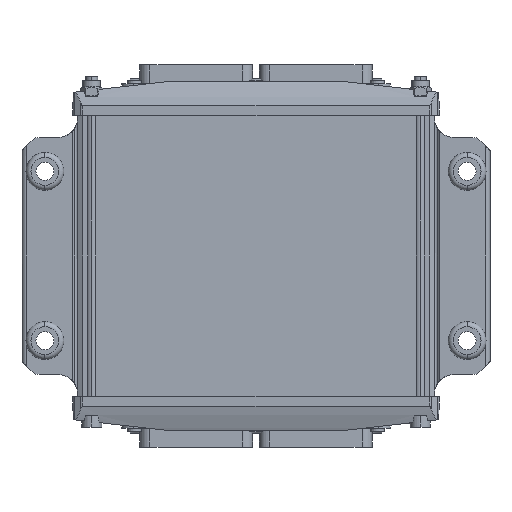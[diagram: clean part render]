
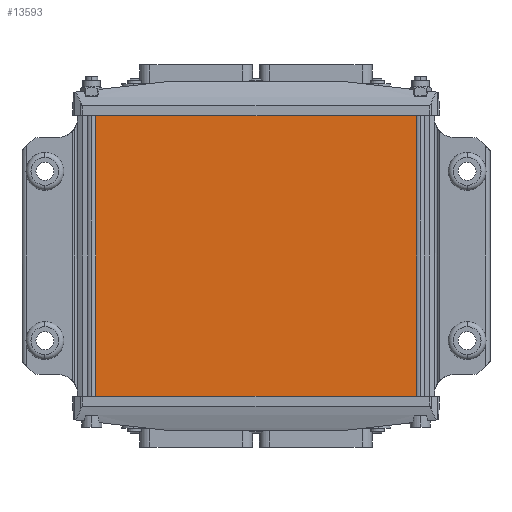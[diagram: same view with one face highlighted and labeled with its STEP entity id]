
A CAD part, front view. The second image highlights one B-rep face of the part: STEP entity #13593.
In plain terms, the highlighted planar face has unit normal (0, -1, 0).
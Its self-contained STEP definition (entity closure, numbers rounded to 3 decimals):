
#6535 = EDGE_CURVE( '', #7405, #16647, #19038, .T. );
#7405 = VERTEX_POINT( '', #20010 );
#7549 = VERTEX_POINT( '', #20164 );
#12611 = VERTEX_POINT( '', #25747 );
#12957 = EDGE_CURVE( '', #7549, #7405, #26123, .T. );
#13593 = ADVANCED_FACE( '', ( #26834 ), #26835, .T. );
#15783 = EDGE_CURVE( '', #12611, #16647, #29269, .T. );
#16647 = VERTEX_POINT( '', #30224 );
#18189 = EDGE_CURVE( '', #7549, #12611, #31917, .T. );
#19038 = LINE( '', #32902, #32903 );
#20010 = CARTESIAN_POINT( '', ( 80.479, 0., 75.5 ) );
#20164 = CARTESIAN_POINT( '', ( -80.479, 0., 75.5 ) );
#25747 = CARTESIAN_POINT( '', ( -80.479, 0., -75.5 ) );
#26123 = LINE( '', #43013, #43014 );
#26834 = FACE_OUTER_BOUND( '', #44005, .T. );
#26835 = PLANE( '', #44006 );
#29269 = LINE( '', #47435, #47436 );
#30224 = CARTESIAN_POINT( '', ( 80.479, 0., -75.5 ) );
#31917 = LINE( '', #51179, #51180 );
#32902 = CARTESIAN_POINT( '', ( 80.479, 0., 75.5 ) );
#32903 = VECTOR( '', #52268, 1. );
#43013 = CARTESIAN_POINT( '', ( -80.479, 0., 75.5 ) );
#43014 = VECTOR( '', #60496, 1. );
#44005 = EDGE_LOOP( '', ( #61330, #61331, #61332, #61333 ) );
#44006 = AXIS2_PLACEMENT_3D( '', #61334, #61335, #61336 );
#47435 = CARTESIAN_POINT( '', ( -80.479, 0., -75.5 ) );
#47436 = VECTOR( '', #64385, 1. );
#51179 = CARTESIAN_POINT( '', ( -80.479, 0., 75.5 ) );
#51180 = VECTOR( '', #67375, 1. );
#52268 = DIRECTION( '', ( 0., 0., -1. ) );
#60496 = DIRECTION( '', ( 1., 0., 0. ) );
#61330 = ORIENTED_EDGE( '', *, *, #15783, .T. );
#61331 = ORIENTED_EDGE( '', *, *, #6535, .F. );
#61332 = ORIENTED_EDGE( '', *, *, #12957, .F. );
#61333 = ORIENTED_EDGE( '', *, *, #18189, .T. );
#61334 = CARTESIAN_POINT( '', ( -80.479, 0., 75.5 ) );
#61335 = DIRECTION( '', ( 0., -1., 0. ) );
#61336 = DIRECTION( '', ( -1., 0., 0. ) );
#64385 = DIRECTION( '', ( 1., 0., 0. ) );
#67375 = DIRECTION( '', ( 0., 0., -1. ) );
